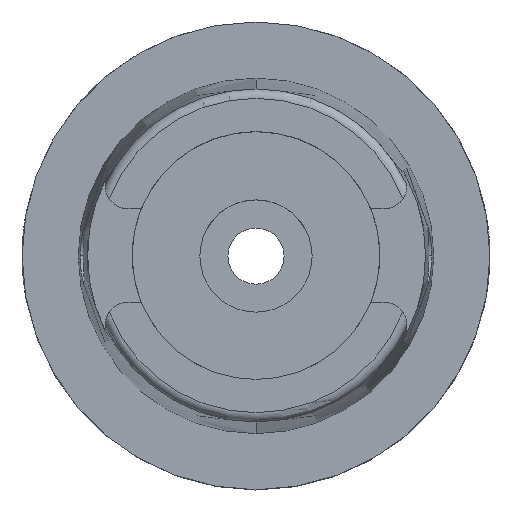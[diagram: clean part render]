
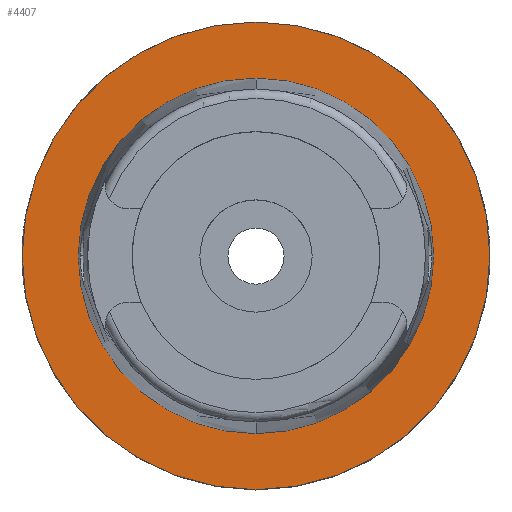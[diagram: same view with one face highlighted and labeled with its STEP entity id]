
A CAD part, top view. The second image highlights one B-rep face of the part: STEP entity #4407.
In plain terms, the highlighted planar face has unit normal (0, 0, 1).
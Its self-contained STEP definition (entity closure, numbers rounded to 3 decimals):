
#2172=CARTESIAN_POINT('',(0.,0.,0.));
#2173=DIRECTION('',(0.,0.,-1.));
#2174=DIRECTION('',(0.,-1.,0.));
#2175=AXIS2_PLACEMENT_3D('',#2172,#2173,#2174);
#2180=CARTESIAN_POINT('',(0.,0.,0.));
#2181=DIRECTION('',(0.,0.,-1.));
#2182=DIRECTION('',(0.,1.,0.));
#2183=AXIS2_PLACEMENT_3D('',#2180,#2181,#2182);
#2188=CARTESIAN_POINT('',(0.,0.,0.));
#2189=DIRECTION('',(0.,0.,1.));
#2190=DIRECTION('',(0.,-1.,0.));
#2191=AXIS2_PLACEMENT_3D('',#2188,#2189,#2190);
#2196=CARTESIAN_POINT('',(0.,0.,0.));
#2197=DIRECTION('',(0.,0.,1.));
#2198=DIRECTION('',(0.,1.,0.));
#2199=AXIS2_PLACEMENT_3D('',#2196,#2197,#2198);
#2496=CARTESIAN_POINT('',(0.,-38.,0.));
#2497=VERTEX_POINT('',#2496);
#2498=CARTESIAN_POINT('',(0.,38.,0.));
#2499=VERTEX_POINT('',#2498);
#2765=CARTESIAN_POINT('',(0.,50.,0.));
#2766=VERTEX_POINT('',#2765);
#2767=CARTESIAN_POINT('',(0.,-50.,0.));
#2768=VERTEX_POINT('',#2767);
#4394=CARTESIAN_POINT('',(0.,0.,0.));
#4395=DIRECTION('',(0.,0.,1.));
#4396=DIRECTION('',(0.,1.,0.));
#4397=AXIS2_PLACEMENT_3D('',#4394,#4395,#4396);
#4398=PLANE('',#4397);
#4399=ORIENTED_EDGE('',*,*,#4159,.T.);
#4400=ORIENTED_EDGE('',*,*,#4268,.T.);
#4401=EDGE_LOOP('',(#4399,#4400));
#4402=FACE_OUTER_BOUND('',#4401,.F.);
#4403=ORIENTED_EDGE('',*,*,#3003,.T.);
#4404=ORIENTED_EDGE('',*,*,#2974,.T.);
#4405=EDGE_LOOP('',(#4403,#4404));
#4406=FACE_BOUND('',#4405,.F.);
#2176=CIRCLE('',#2175,50.);
#2184=CIRCLE('',#2183,50.);
#2192=CIRCLE('',#2191,38.);
#2200=CIRCLE('',#2199,38.);
#2974=EDGE_CURVE('',#2499,#2497,#2200,.T.);
#3003=EDGE_CURVE('',#2497,#2499,#2192,.T.);
#4159=EDGE_CURVE('',#2768,#2766,#2176,.T.);
#4268=EDGE_CURVE('',#2766,#2768,#2184,.T.);
#4407=ADVANCED_FACE('',(#4402,#4406),#4398,.T.);
